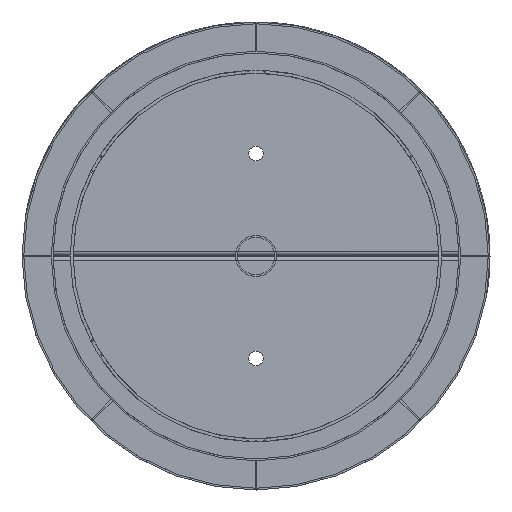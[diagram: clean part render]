
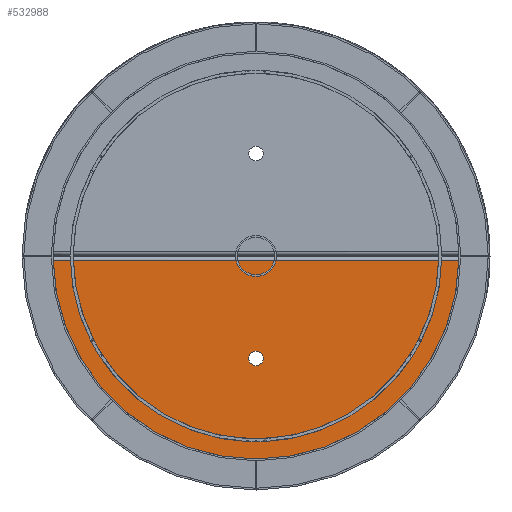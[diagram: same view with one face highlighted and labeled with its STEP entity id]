
A CAD part, front view. The second image highlights one B-rep face of the part: STEP entity #532988.
In plain terms, the highlighted planar face has unit normal (0, -1, 0).
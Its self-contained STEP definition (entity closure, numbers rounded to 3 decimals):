
#7174 = CARTESIAN_POINT ( 'NONE',  ( 0., -3., 0. ) ) ;
#15471 = DIRECTION ( 'NONE',  ( 0., 0., 1. ) ) ;
#19027 = ORIENTED_EDGE ( 'NONE', *, *, #97469, .F. ) ;
#20372 = CARTESIAN_POINT ( 'NONE',  ( 0., -3., 347. ) ) ;
#47553 = DIRECTION ( 'NONE',  ( 0., 1., 0. ) ) ;
#54827 = CARTESIAN_POINT ( 'NONE',  ( 0., -3., 175. ) ) ;
#55935 = CIRCLE ( 'NONE', #65442, 12.5 ) ;
#59506 = PLANE ( 'NONE',  #519033 ) ;
#61677 = EDGE_LOOP ( 'NONE', ( #207334, #19027, #531092 ) ) ;
#65442 = AXIS2_PLACEMENT_3D ( 'NONE', #54827, #383842, #15471 ) ;
#76181 = VERTEX_POINT ( 'NONE', #516048 ) ;
#97469 = EDGE_CURVE ( 'NONE', #129113, #539043, #539482, .T. ) ;
#100022 = CARTESIAN_POINT ( 'NONE',  ( 0., -3., 175. ) ) ;
#105480 = AXIS2_PLACEMENT_3D ( 'NONE', #7174, #284920, #281929 ) ;
#129113 = VERTEX_POINT ( 'NONE', #20372 ) ;
#138559 = EDGE_LOOP ( 'NONE', ( #213382, #315726 ) ) ;
#143096 = EDGE_CURVE ( 'NONE', #506964, #539043, #502929, .T. ) ;
#166786 = CARTESIAN_POINT ( 'NONE',  ( 346.929, -3., 7. ) ) ;
#171385 = CIRCLE ( 'NONE', #316204, 12.5 ) ;
#184772 = DIRECTION ( 'NONE',  ( 0., 1., 0. ) ) ;
#207334 = ORIENTED_EDGE ( 'NONE', *, *, #143096, .T. ) ;
#213382 = ORIENTED_EDGE ( 'NONE', *, *, #404480, .T. ) ;
#230832 = CIRCLE ( 'NONE', #326937, 347. ) ;
#231725 = DIRECTION ( 'NONE',  ( 0., 0., 1. ) ) ;
#236720 = EDGE_CURVE ( 'NONE', #506964, #129113, #230832, .T. ) ;
#271228 = CARTESIAN_POINT ( 'NONE',  ( -346.929, -3., 7. ) ) ;
#281929 = DIRECTION ( 'NONE',  ( 0., 0., 1. ) ) ;
#284920 = DIRECTION ( 'NONE',  ( 0., 1., 0. ) ) ;
#299060 = DIRECTION ( 'NONE',  ( 0., 0., 1. ) ) ;
#315726 = ORIENTED_EDGE ( 'NONE', *, *, #398737, .T. ) ;
#316204 = AXIS2_PLACEMENT_3D ( 'NONE', #100022, #477369, #299060 ) ;
#326937 = AXIS2_PLACEMENT_3D ( 'NONE', #550173, #184772, #332594 ) ;
#332594 = DIRECTION ( 'NONE',  ( 0., 0., 1. ) ) ;
#349214 = CARTESIAN_POINT ( 'NONE',  ( 0., -3., 162.5 ) ) ;
#383842 = DIRECTION ( 'NONE',  ( 0., 1., 0. ) ) ;
#398737 = EDGE_CURVE ( 'NONE', #408441, #76181, #171385, .T. ) ;
#404480 = EDGE_CURVE ( 'NONE', #76181, #408441, #55935, .T. ) ;
#408441 = VERTEX_POINT ( 'NONE', #349214 ) ;
#424905 = CARTESIAN_POINT ( 'NONE',  ( 0., -3., 0. ) ) ;
#433943 = VECTOR ( 'NONE', #511872, 1000. ) ;
#461228 = FACE_OUTER_BOUND ( 'NONE', #61677, .T. ) ;
#463579 = CARTESIAN_POINT ( 'NONE',  ( -347., -3., 7. ) ) ;
#473190 = FACE_BOUND ( 'NONE', #138559, .T. ) ;
#477369 = DIRECTION ( 'NONE',  ( 0., 1., 0. ) ) ;
#502929 = LINE ( 'NONE', #463579, #433943 ) ;
#506964 = VERTEX_POINT ( 'NONE', #271228 ) ;
#511872 = DIRECTION ( 'NONE',  ( 1., 0., 0. ) ) ;
#516048 = CARTESIAN_POINT ( 'NONE',  ( 0., -3., 187.5 ) ) ;
#519033 = AXIS2_PLACEMENT_3D ( 'NONE', #424905, #47553, #231725 ) ;
#531092 = ORIENTED_EDGE ( 'NONE', *, *, #236720, .F. ) ;
#532988 = ADVANCED_FACE ( 'NONE', ( #473190, #461228 ), #59506, .F. ) ;
#539043 = VERTEX_POINT ( 'NONE', #166786 ) ;
#539482 = CIRCLE ( 'NONE', #105480, 347. ) ;
#550173 = CARTESIAN_POINT ( 'NONE',  ( 0., -3., 0. ) ) ;
